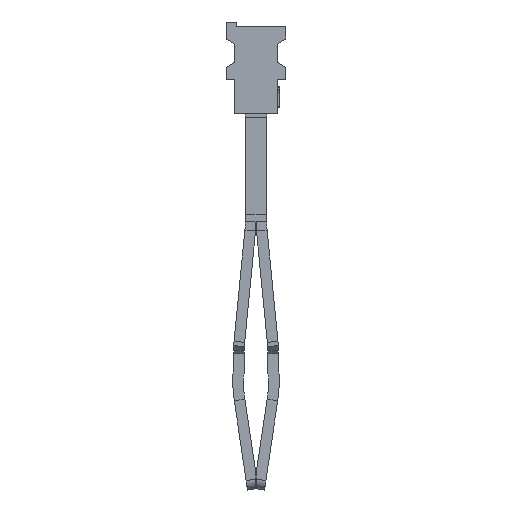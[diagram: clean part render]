
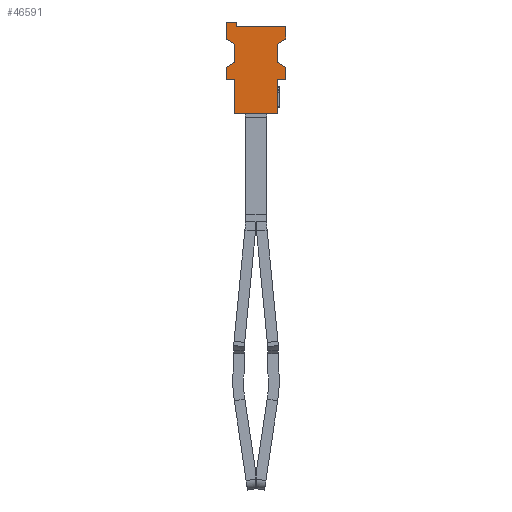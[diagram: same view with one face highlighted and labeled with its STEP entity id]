
A CAD part, left-side view. The second image highlights one B-rep face of the part: STEP entity #46591.
In plain terms, the highlighted planar face has unit normal (-1, 0, 0).
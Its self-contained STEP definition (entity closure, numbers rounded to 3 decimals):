
#46569=AXIS2_PLACEMENT_3D('Plane Axis2P3D',#46566,#46567,#46568) ;
#45642=CARTESIAN_POINT('Line Origine',(0.,2.6,20.985)) ;
#45646=CARTESIAN_POINT('Vertex',(0.,2.8,21.101)) ;
#45648=CARTESIAN_POINT('Vertex',(0.,2.4,20.87)) ;
#45693=CARTESIAN_POINT('Vertex',(0.,2.4,20.012)) ;
#45696=CARTESIAN_POINT('Line Origine',(0.,2.4,20.441)) ;
#45713=CARTESIAN_POINT('Line Origine',(0.,2.6,19.896)) ;
#45717=CARTESIAN_POINT('Vertex',(0.,2.8,19.781)) ;
#45750=CARTESIAN_POINT('Vertex',(0.,0.,19.781)) ;
#45764=CARTESIAN_POINT('Vertex',(0.,0.4,20.012)) ;
#45767=CARTESIAN_POINT('Line Origine',(0.,0.2,19.896)) ;
#45795=CARTESIAN_POINT('Vertex',(0.,0.4,20.87)) ;
#45798=CARTESIAN_POINT('Line Origine',(0.,0.4,20.441)) ;
#45826=CARTESIAN_POINT('Vertex',(0.,0.,21.101)) ;
#45829=CARTESIAN_POINT('Line Origine',(0.,0.2,20.985)) ;
#45853=CARTESIAN_POINT('Line Origine',(0.,2.8,21.501)) ;
#45857=CARTESIAN_POINT('Vertex',(0.,2.8,21.901)) ;
#45872=CARTESIAN_POINT('Line Origine',(0.,2.8,19.491)) ;
#45876=CARTESIAN_POINT('Vertex',(0.,2.8,19.201)) ;
#45910=CARTESIAN_POINT('Line Origine',(0.,0.,19.491)) ;
#45914=CARTESIAN_POINT('Vertex',(0.,0.,19.201)) ;
#45929=CARTESIAN_POINT('Line Origine',(0.,0.,21.401)) ;
#45933=CARTESIAN_POINT('Vertex',(0.,0.,21.701)) ;
#46140=CARTESIAN_POINT('Line Origine',(0.,1.4,17.601)) ;
#46144=CARTESIAN_POINT('Vertex',(0.,2.4,17.601)) ;
#46146=CARTESIAN_POINT('Vertex',(0.,0.4,17.601)) ;
#46175=CARTESIAN_POINT('Line Origine',(0.,2.4,18.401)) ;
#46179=CARTESIAN_POINT('Vertex',(0.,2.4,19.201)) ;
#46212=CARTESIAN_POINT('Vertex',(0.,0.4,19.201)) ;
#46215=CARTESIAN_POINT('Line Origine',(0.,0.4,18.401)) ;
#46346=CARTESIAN_POINT('Vertex',(0.,2.3,21.701)) ;
#46351=CARTESIAN_POINT('Line Origine',(0.,1.15,21.701)) ;
#46457=CARTESIAN_POINT('Vertex',(0.,2.3,21.901)) ;
#46462=CARTESIAN_POINT('Line Origine',(0.,2.3,21.801)) ;
#46484=CARTESIAN_POINT('Line Origine',(0.,2.55,21.901)) ;
#46506=CARTESIAN_POINT('Line Origine',(0.,2.6,19.201)) ;
#46523=CARTESIAN_POINT('Line Origine',(0.,0.2,19.201)) ;
#46566=CARTESIAN_POINT('Axis2P3D Location',(0.,0.4,23.513)) ;
#45643=DIRECTION('Vector Direction',(0.,-0.866,-0.5)) ;
#45697=DIRECTION('Vector Direction',(0.,0.,1.)) ;
#45714=DIRECTION('Vector Direction',(0.,0.866,-0.5)) ;
#45768=DIRECTION('Vector Direction',(0.,-0.866,-0.5)) ;
#45799=DIRECTION('Vector Direction',(0.,0.,-1.)) ;
#45830=DIRECTION('Vector Direction',(0.,0.866,-0.5)) ;
#45854=DIRECTION('Vector Direction',(0.,0.,1.)) ;
#45873=DIRECTION('Vector Direction',(0.,0.,1.)) ;
#45911=DIRECTION('Vector Direction',(0.,0.,-1.)) ;
#45930=DIRECTION('Vector Direction',(0.,0.,-1.)) ;
#46141=DIRECTION('Vector Direction',(0.,-1.,0.)) ;
#46176=DIRECTION('Vector Direction',(0.,0.,1.)) ;
#46216=DIRECTION('Vector Direction',(0.,0.,-1.)) ;
#46352=DIRECTION('Vector Direction',(0.,-1.,0.)) ;
#46463=DIRECTION('Vector Direction',(0.,0.,1.)) ;
#46485=DIRECTION('Vector Direction',(0.,-1.,0.)) ;
#46507=DIRECTION('Vector Direction',(0.,1.,0.)) ;
#46524=DIRECTION('Vector Direction',(0.,1.,0.)) ;
#46567=DIRECTION('Axis2P3D Direction',(1.,0.,0.)) ;
#46568=DIRECTION('Axis2P3D XDirection',(0.,0.,-1.)) ;
#45644=VECTOR('Line Direction',#45643,1.) ;
#45698=VECTOR('Line Direction',#45697,1.) ;
#45715=VECTOR('Line Direction',#45714,1.) ;
#45769=VECTOR('Line Direction',#45768,1.) ;
#45800=VECTOR('Line Direction',#45799,1.) ;
#45831=VECTOR('Line Direction',#45830,1.) ;
#45855=VECTOR('Line Direction',#45854,1.) ;
#45874=VECTOR('Line Direction',#45873,1.) ;
#45912=VECTOR('Line Direction',#45911,1.) ;
#45931=VECTOR('Line Direction',#45930,1.) ;
#46142=VECTOR('Line Direction',#46141,1.) ;
#46177=VECTOR('Line Direction',#46176,1.) ;
#46217=VECTOR('Line Direction',#46216,1.) ;
#46353=VECTOR('Line Direction',#46352,1.) ;
#46464=VECTOR('Line Direction',#46463,1.) ;
#46486=VECTOR('Line Direction',#46485,1.) ;
#46508=VECTOR('Line Direction',#46507,1.) ;
#46525=VECTOR('Line Direction',#46524,1.) ;
#46572=ORIENTED_EDGE('',*,*,#45700,.F.) ;
#46573=ORIENTED_EDGE('',*,*,#45719,.T.) ;
#46574=ORIENTED_EDGE('',*,*,#45878,.F.) ;
#46575=ORIENTED_EDGE('',*,*,#46510,.F.) ;
#46576=ORIENTED_EDGE('',*,*,#46181,.F.) ;
#46577=ORIENTED_EDGE('',*,*,#46148,.T.) ;
#46578=ORIENTED_EDGE('',*,*,#46219,.F.) ;
#46579=ORIENTED_EDGE('',*,*,#46527,.F.) ;
#46580=ORIENTED_EDGE('',*,*,#45916,.F.) ;
#46581=ORIENTED_EDGE('',*,*,#45771,.F.) ;
#46582=ORIENTED_EDGE('',*,*,#45802,.F.) ;
#46583=ORIENTED_EDGE('',*,*,#45833,.F.) ;
#46584=ORIENTED_EDGE('',*,*,#45935,.F.) ;
#46585=ORIENTED_EDGE('',*,*,#46355,.F.) ;
#46586=ORIENTED_EDGE('',*,*,#46466,.T.) ;
#46587=ORIENTED_EDGE('',*,*,#46488,.F.) ;
#46588=ORIENTED_EDGE('',*,*,#45859,.F.) ;
#46589=ORIENTED_EDGE('',*,*,#45650,.T.) ;
#46591=ADVANCED_FACE('ZQV_1-5N_KU',(#46590),#46570,.F.) ;
#45650=EDGE_CURVE('',#45647,#45649,#45645,.T.) ;
#45700=EDGE_CURVE('',#45694,#45649,#45699,.T.) ;
#45719=EDGE_CURVE('',#45694,#45718,#45716,.T.) ;
#45771=EDGE_CURVE('',#45765,#45751,#45770,.T.) ;
#45802=EDGE_CURVE('',#45796,#45765,#45801,.T.) ;
#45833=EDGE_CURVE('',#45827,#45796,#45832,.T.) ;
#45859=EDGE_CURVE('',#45647,#45858,#45856,.T.) ;
#45878=EDGE_CURVE('',#45877,#45718,#45875,.T.) ;
#45916=EDGE_CURVE('',#45751,#45915,#45913,.T.) ;
#45935=EDGE_CURVE('',#45934,#45827,#45932,.T.) ;
#46148=EDGE_CURVE('',#46145,#46147,#46143,.T.) ;
#46181=EDGE_CURVE('',#46145,#46180,#46178,.T.) ;
#46219=EDGE_CURVE('',#46213,#46147,#46218,.T.) ;
#46355=EDGE_CURVE('',#46347,#45934,#46354,.T.) ;
#46466=EDGE_CURVE('',#46347,#46458,#46465,.T.) ;
#46488=EDGE_CURVE('',#45858,#46458,#46487,.T.) ;
#46510=EDGE_CURVE('',#46180,#45877,#46509,.T.) ;
#46527=EDGE_CURVE('',#45915,#46213,#46526,.T.) ;
#46571=EDGE_LOOP('',(#46572,#46573,#46574,#46575,#46576,#46577,#46578,#46579,#46580,#46581,#46582,#46583,#46584,#46585,#46586,#46587,#46588,#46589)) ;
#46590=FACE_OUTER_BOUND('',#46571,.T.) ;
#45645=LINE('Line',#45642,#45644) ;
#45699=LINE('Line',#45696,#45698) ;
#45716=LINE('Line',#45713,#45715) ;
#45770=LINE('Line',#45767,#45769) ;
#45801=LINE('Line',#45798,#45800) ;
#45832=LINE('Line',#45829,#45831) ;
#45856=LINE('Line',#45853,#45855) ;
#45875=LINE('Line',#45872,#45874) ;
#45913=LINE('Line',#45910,#45912) ;
#45932=LINE('Line',#45929,#45931) ;
#46143=LINE('Line',#46140,#46142) ;
#46178=LINE('Line',#46175,#46177) ;
#46218=LINE('Line',#46215,#46217) ;
#46354=LINE('Line',#46351,#46353) ;
#46465=LINE('Line',#46462,#46464) ;
#46487=LINE('Line',#46484,#46486) ;
#46509=LINE('Line',#46506,#46508) ;
#46526=LINE('Line',#46523,#46525) ;
#46570=PLANE('',#46569) ;
#45647=VERTEX_POINT('',#45646) ;
#45649=VERTEX_POINT('',#45648) ;
#45694=VERTEX_POINT('',#45693) ;
#45718=VERTEX_POINT('',#45717) ;
#45751=VERTEX_POINT('',#45750) ;
#45765=VERTEX_POINT('',#45764) ;
#45796=VERTEX_POINT('',#45795) ;
#45827=VERTEX_POINT('',#45826) ;
#45858=VERTEX_POINT('',#45857) ;
#45877=VERTEX_POINT('',#45876) ;
#45915=VERTEX_POINT('',#45914) ;
#45934=VERTEX_POINT('',#45933) ;
#46145=VERTEX_POINT('',#46144) ;
#46147=VERTEX_POINT('',#46146) ;
#46180=VERTEX_POINT('',#46179) ;
#46213=VERTEX_POINT('',#46212) ;
#46347=VERTEX_POINT('',#46346) ;
#46458=VERTEX_POINT('',#46457) ;
